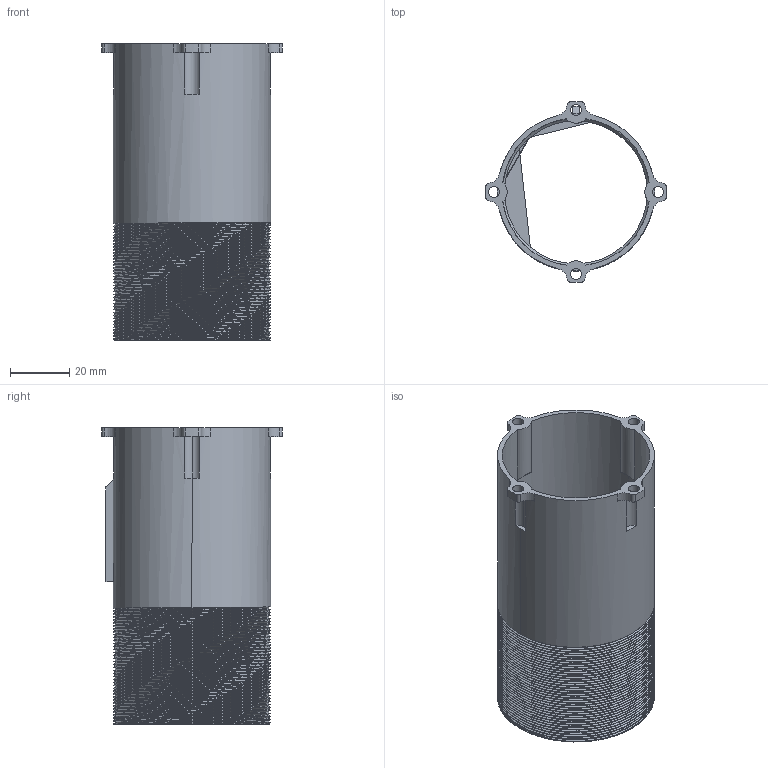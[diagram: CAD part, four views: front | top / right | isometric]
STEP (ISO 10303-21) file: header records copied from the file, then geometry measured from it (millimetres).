
FILE_DESCRIPTION (( 'STEP AP203' ), '1' );
FILE_NAME ('02_scope_mid_v3.step', '2021-03-01T17:10:43', ( '' ), ( '' ), 'SwSTEP 2.0', 'SolidWorks 2020', '' );
FILE_SCHEMA (( 'CONFIG_CONTROL_DESIGN' ));
Length unit declared in the file: millimetre
Products named in the file (1): 02_scope_mid_v3
Bounding box: 60.8 x 60.8 x 100 mm (x, y, z)
Volume: 29796.9 mm3; surface area: 37428 mm2
Topology: 1 solids, 1 shells, 151 faces, 435 edges, 287 vertices
Faces by surface type: cylinder 123, plane 17, cone 8, bspline 3
Entity records: 11041 total; most frequent: CARTESIAN_POINT 7381, ORIENTED_EDGE 870, DIRECTION 675, EDGE_CURVE 435, VERTEX_POINT 287, AXIS2_PLACEMENT_3D 261, EDGE_LOOP 162, VECTOR 153
